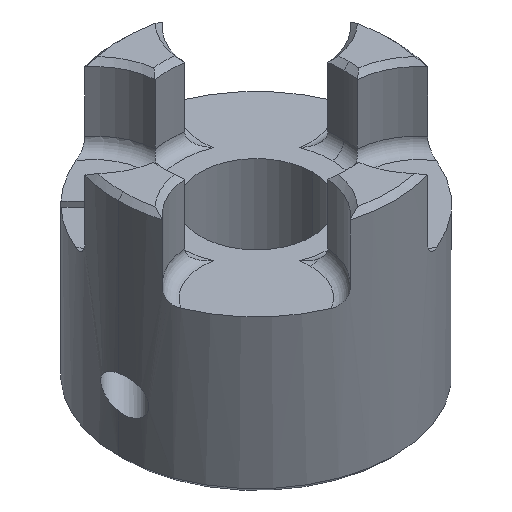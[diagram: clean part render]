
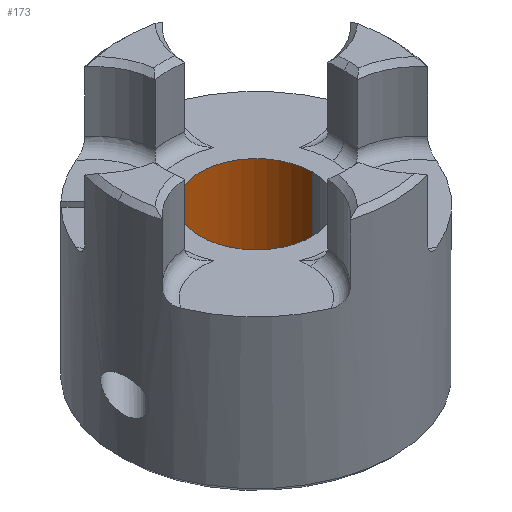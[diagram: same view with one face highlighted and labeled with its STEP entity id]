
A CAD part, isometric view. The second image highlights one B-rep face of the part: STEP entity #173.
In plain terms, the highlighted cylindrical face has radius 11.113 mm (diameter 22.225 mm), a partial arc.
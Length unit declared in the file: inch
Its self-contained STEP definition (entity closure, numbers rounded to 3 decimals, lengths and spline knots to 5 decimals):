
#52 = DIRECTION ( 'NONE',  ( 1., 0., 0. ) ) ;
#157 = LINE ( 'NONE', #1483, #1409 ) ;
#173 = ADVANCED_FACE ( 'NONE', ( #2151 ), #782, .F. ) ;
#427 = ORIENTED_EDGE ( 'NONE', *, *, #1628, .F. ) ;
#458 = AXIS2_PLACEMENT_3D ( 'NONE', #736, #2422, #987 ) ;
#523 = DIRECTION ( 'NONE',  ( 0., 0., 1. ) ) ;
#642 = LINE ( 'NONE', #2802, #3121 ) ;
#643 = DIRECTION ( 'NONE',  ( 0., 0., 1. ) ) ;
#690 = CARTESIAN_POINT ( 'NONE',  ( -0.28742, 0.32984, 0.04 ) ) ;
#736 = CARTESIAN_POINT ( 'NONE',  ( 0., 0., 0.04 ) ) ;
#782 = CYLINDRICAL_SURFACE ( 'NONE', #1244, 0.4375 ) ;
#865 = VERTEX_POINT ( 'NONE', #690 ) ;
#987 = DIRECTION ( 'NONE',  ( -1., 0., 0. ) ) ;
#1064 = ORIENTED_EDGE ( 'NONE', *, *, #1350, .T. ) ;
#1133 = AXIS2_PLACEMENT_3D ( 'NONE', #1984, #523, #2224 ) ;
#1244 = AXIS2_PLACEMENT_3D ( 'NONE', #2990, #2052, #52 ) ;
#1275 = VERTEX_POINT ( 'NONE', #2889 ) ;
#1350 = EDGE_CURVE ( 'NONE', #2976, #1275, #157, .T. ) ;
#1409 = VECTOR ( 'NONE', #1731, 39.37008 ) ;
#1483 = CARTESIAN_POINT ( 'NONE',  ( 0.4375, 0., 0. ) ) ;
#1489 = CARTESIAN_POINT ( 'NONE',  ( 0.4375, 0., 0.04 ) ) ;
#1628 = EDGE_CURVE ( 'NONE', #865, #2429, #642, .T. ) ;
#1713 = ORIENTED_EDGE ( 'NONE', *, *, #2854, .T. ) ;
#1731 = DIRECTION ( 'NONE',  ( 0., 0., 1. ) ) ;
#1984 = CARTESIAN_POINT ( 'NONE',  ( 0., 0., 1.205 ) ) ;
#2052 = DIRECTION ( 'NONE',  ( 0., 0., 1. ) ) ;
#2151 = FACE_OUTER_BOUND ( 'NONE', #3154, .T. ) ;
#2181 = CIRCLE ( 'NONE', #1133, 0.4375 ) ;
#2224 = DIRECTION ( 'NONE',  ( 1., 0., 0. ) ) ;
#2319 = CARTESIAN_POINT ( 'NONE',  ( -0.28742, 0.32984, 1.205 ) ) ;
#2400 = CIRCLE ( 'NONE', #458, 0.4375 ) ;
#2422 = DIRECTION ( 'NONE',  ( 0., 0., -1. ) ) ;
#2429 = VERTEX_POINT ( 'NONE', #2319 ) ;
#2733 = ORIENTED_EDGE ( 'NONE', *, *, #2965, .T. ) ;
#2802 = CARTESIAN_POINT ( 'NONE',  ( -0.28742, 0.32984, 0. ) ) ;
#2854 = EDGE_CURVE ( 'NONE', #865, #2976, #2400, .T. ) ;
#2889 = CARTESIAN_POINT ( 'NONE',  ( 0.4375, 0., 1.205 ) ) ;
#2965 = EDGE_CURVE ( 'NONE', #1275, #2429, #2181, .T. ) ;
#2976 = VERTEX_POINT ( 'NONE', #1489 ) ;
#2990 = CARTESIAN_POINT ( 'NONE',  ( 0., 0., 0. ) ) ;
#3121 = VECTOR ( 'NONE', #643, 39.37008 ) ;
#3154 = EDGE_LOOP ( 'NONE', ( #1713, #1064, #2733, #427 ) ) ;
